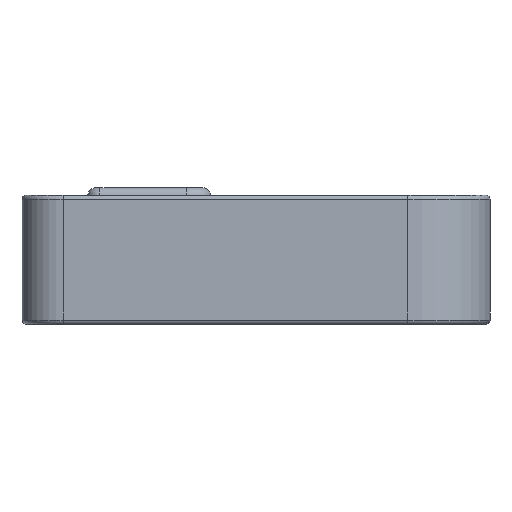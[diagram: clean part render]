
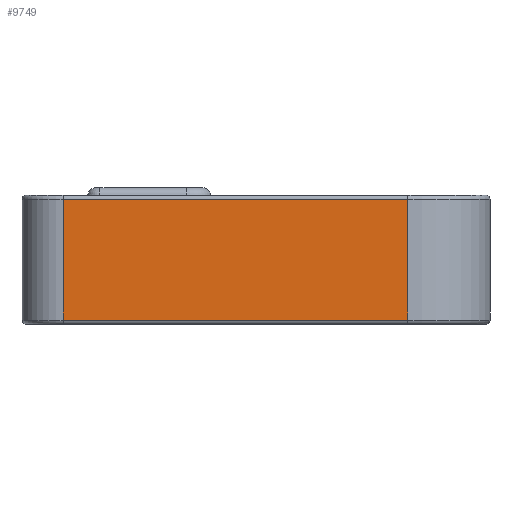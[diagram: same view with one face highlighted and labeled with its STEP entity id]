
A CAD part, front view. The second image highlights one B-rep face of the part: STEP entity #9749.
In plain terms, the highlighted face is planar.
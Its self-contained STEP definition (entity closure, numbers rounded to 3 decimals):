
#360=PLANE('',#10694);
#2013=ORIENTED_EDGE('',*,*,#4364,.F.);
#2014=ORIENTED_EDGE('',*,*,#4347,.F.);
#2015=ORIENTED_EDGE('',*,*,#4362,.F.);
#2016=ORIENTED_EDGE('',*,*,#4365,.F.);
#4347=EDGE_CURVE('',#5619,#5620,#6419,.T.);
#4362=EDGE_CURVE('',#5628,#5619,#6428,.T.);
#4364=EDGE_CURVE('',#5620,#5629,#6429,.T.);
#4365=EDGE_CURVE('',#5629,#5628,#6430,.T.);
#5619=VERTEX_POINT('',#17559);
#5620=VERTEX_POINT('',#17563);
#5628=VERTEX_POINT('',#17595);
#5629=VERTEX_POINT('',#17599);
#6419=LINE('',#17564,#7173);
#6428=LINE('',#17594,#7182);
#6429=LINE('',#17598,#7183);
#6430=LINE('',#17600,#7184);
#7173=VECTOR('',#12476,1000.);
#7182=VECTOR('',#12513,1000.);
#7183=VECTOR('',#12518,1000.);
#7184=VECTOR('',#12519,1000.);
#8083=EDGE_LOOP('',(#2013,#2014,#2015,#2016));
#8854=FACE_BOUND('',#8083,.T.);
#9749=ADVANCED_FACE('',(#8854),#360,.T.);
#10694=AXIS2_PLACEMENT_3D('',#17597,#12516,#12517);
#12476=DIRECTION('',(1.,0.,0.));
#12513=DIRECTION('',(0.,0.,-1.));
#12516=DIRECTION('',(0.,1.,0.));
#12517=DIRECTION('',(-1.,0.,0.));
#12518=DIRECTION('',(0.,0.,1.));
#12519=DIRECTION('',(-1.,0.,0.));
#17559=CARTESIAN_POINT('',(-18.5,49.,0.5));
#17563=CARTESIAN_POINT('',(23.5,49.,0.5));
#17564=CARTESIAN_POINT('',(-18.5,49.,0.5));
#17594=CARTESIAN_POINT('',(-18.5,49.,15.2));
#17595=CARTESIAN_POINT('',(-18.5,49.,15.2));
#17597=CARTESIAN_POINT('',(28.5,49.,0.));
#17598=CARTESIAN_POINT('',(23.5,49.,0.5));
#17599=CARTESIAN_POINT('',(23.5,49.,15.2));
#17600=CARTESIAN_POINT('',(23.5,49.,15.2));
